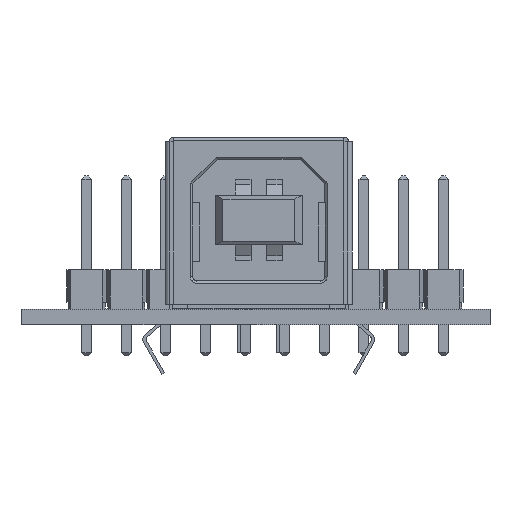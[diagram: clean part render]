
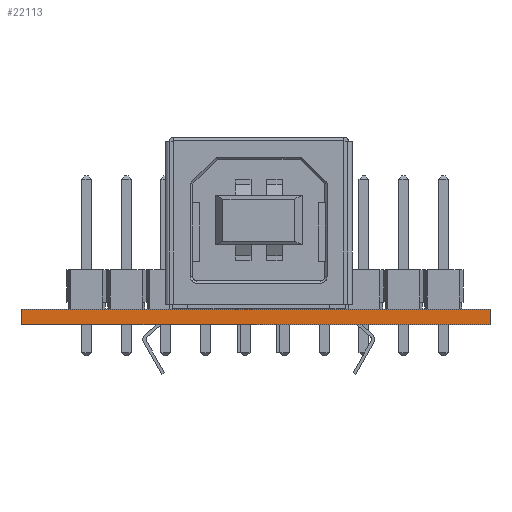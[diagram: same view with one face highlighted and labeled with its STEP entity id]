
A CAD part, front view. The second image highlights one B-rep face of the part: STEP entity #22113.
In plain terms, the highlighted planar face has unit normal (0, -1, 0).
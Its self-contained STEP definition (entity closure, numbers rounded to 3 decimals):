
#4085 = PLANE('',#4086);
#4086 = AXIS2_PLACEMENT_3D('',#4087,#4088,#4089);
#4087 = CARTESIAN_POINT('',(15.,34.25,0.));
#4088 = DIRECTION('',(0.,0.,-1.));
#4089 = DIRECTION('',(-1.,0.,0.));
#13384 = VERTEX_POINT('',#13385);
#13385 = CARTESIAN_POINT('',(15.,-34.25,0.));
#13399 = PLANE('',#13400);
#13400 = AXIS2_PLACEMENT_3D('',#13401,#13402,#13403);
#13401 = CARTESIAN_POINT('',(15.,-34.25,0.));
#13402 = DIRECTION('',(1.,0.,0.));
#13403 = DIRECTION('',(0.,1.,0.));
#13411 = EDGE_CURVE('',#13412,#13384,#13414,.T.);
#13412 = VERTEX_POINT('',#13413);
#13413 = CARTESIAN_POINT('',(-15.,-34.25,0.));
#13414 = SURFACE_CURVE('',#13415,(#13419,#13426),.PCURVE_S1.);
#13415 = LINE('',#13416,#13417);
#13416 = CARTESIAN_POINT('',(-15.,-34.25,0.));
#13417 = VECTOR('',#13418,1.);
#13418 = DIRECTION('',(1.,0.,0.));
#13419 = PCURVE('',#4085,#13420);
#13420 = DEFINITIONAL_REPRESENTATION('',(#13421),#13425);
#13421 = LINE('',#13422,#13423);
#13422 = CARTESIAN_POINT('',(30.,-68.5));
#13423 = VECTOR('',#13424,1.);
#13424 = DIRECTION('',(-1.,0.));
#13425 = ( GEOMETRIC_REPRESENTATION_CONTEXT(2) 
PARAMETRIC_REPRESENTATION_CONTEXT() REPRESENTATION_CONTEXT('2D SPACE',''
  ) );
#13426 = PCURVE('',#13427,#13432);
#13427 = PLANE('',#13428);
#13428 = AXIS2_PLACEMENT_3D('',#13429,#13430,#13431);
#13429 = CARTESIAN_POINT('',(-15.,-34.25,0.));
#13430 = DIRECTION('',(0.,-1.,0.));
#13431 = DIRECTION('',(1.,0.,0.));
#13432 = DEFINITIONAL_REPRESENTATION('',(#13433),#13437);
#13433 = LINE('',#13434,#13435);
#13434 = CARTESIAN_POINT('',(0.,0.));
#13435 = VECTOR('',#13436,1.);
#13436 = DIRECTION('',(1.,0.));
#13437 = ( GEOMETRIC_REPRESENTATION_CONTEXT(2) 
PARAMETRIC_REPRESENTATION_CONTEXT() REPRESENTATION_CONTEXT('2D SPACE',''
  ) );
#13453 = PLANE('',#13454);
#13454 = AXIS2_PLACEMENT_3D('',#13455,#13456,#13457);
#13455 = CARTESIAN_POINT('',(-15.,34.25,0.));
#13456 = DIRECTION('',(-1.,0.,0.));
#13457 = DIRECTION('',(0.,-1.,0.));
#21982 = PLANE('',#21983);
#21983 = AXIS2_PLACEMENT_3D('',#21984,#21985,#21986);
#21984 = CARTESIAN_POINT('',(15.,34.25,-1.));
#21985 = DIRECTION('',(0.,0.,-1.));
#21986 = DIRECTION('',(-1.,0.,0.));
#22019 = EDGE_CURVE('',#13384,#22020,#22022,.T.);
#22020 = VERTEX_POINT('',#22021);
#22021 = CARTESIAN_POINT('',(15.,-34.25,-1.));
#22022 = SURFACE_CURVE('',#22023,(#22027,#22034),.PCURVE_S1.);
#22023 = LINE('',#22024,#22025);
#22024 = CARTESIAN_POINT('',(15.,-34.25,0.));
#22025 = VECTOR('',#22026,1.);
#22026 = DIRECTION('',(0.,0.,-1.));
#22027 = PCURVE('',#13399,#22028);
#22028 = DEFINITIONAL_REPRESENTATION('',(#22029),#22033);
#22029 = LINE('',#22030,#22031);
#22030 = CARTESIAN_POINT('',(0.,0.));
#22031 = VECTOR('',#22032,1.);
#22032 = DIRECTION('',(0.,-1.));
#22033 = ( GEOMETRIC_REPRESENTATION_CONTEXT(2) 
PARAMETRIC_REPRESENTATION_CONTEXT() REPRESENTATION_CONTEXT('2D SPACE',''
  ) );
#22034 = PCURVE('',#13427,#22035);
#22035 = DEFINITIONAL_REPRESENTATION('',(#22036),#22040);
#22036 = LINE('',#22037,#22038);
#22037 = CARTESIAN_POINT('',(30.,0.));
#22038 = VECTOR('',#22039,1.);
#22039 = DIRECTION('',(0.,-1.));
#22040 = ( GEOMETRIC_REPRESENTATION_CONTEXT(2) 
PARAMETRIC_REPRESENTATION_CONTEXT() REPRESENTATION_CONTEXT('2D SPACE',''
  ) );
#22070 = VERTEX_POINT('',#22071);
#22071 = CARTESIAN_POINT('',(-15.,-34.25,-1.));
#22092 = EDGE_CURVE('',#13412,#22070,#22093,.T.);
#22093 = SURFACE_CURVE('',#22094,(#22098,#22105),.PCURVE_S1.);
#22094 = LINE('',#22095,#22096);
#22095 = CARTESIAN_POINT('',(-15.,-34.25,0.));
#22096 = VECTOR('',#22097,1.);
#22097 = DIRECTION('',(0.,0.,-1.));
#22098 = PCURVE('',#13453,#22099);
#22099 = DEFINITIONAL_REPRESENTATION('',(#22100),#22104);
#22100 = LINE('',#22101,#22102);
#22101 = CARTESIAN_POINT('',(68.5,0.));
#22102 = VECTOR('',#22103,1.);
#22103 = DIRECTION('',(0.,-1.));
#22104 = ( GEOMETRIC_REPRESENTATION_CONTEXT(2) 
PARAMETRIC_REPRESENTATION_CONTEXT() REPRESENTATION_CONTEXT('2D SPACE',''
  ) );
#22105 = PCURVE('',#13427,#22106);
#22106 = DEFINITIONAL_REPRESENTATION('',(#22107),#22111);
#22107 = LINE('',#22108,#22109);
#22108 = CARTESIAN_POINT('',(0.,0.));
#22109 = VECTOR('',#22110,1.);
#22110 = DIRECTION('',(0.,-1.));
#22111 = ( GEOMETRIC_REPRESENTATION_CONTEXT(2) 
PARAMETRIC_REPRESENTATION_CONTEXT() REPRESENTATION_CONTEXT('2D SPACE',''
  ) );
#22113 = ADVANCED_FACE('',(#22114),#13427,.T.);
#22114 = FACE_BOUND('',#22115,.T.);
#22115 = EDGE_LOOP('',(#22116,#22117,#22138,#22139));
#22116 = ORIENTED_EDGE('',*,*,#22092,.T.);
#22117 = ORIENTED_EDGE('',*,*,#22118,.T.);
#22118 = EDGE_CURVE('',#22070,#22020,#22119,.T.);
#22119 = SURFACE_CURVE('',#22120,(#22124,#22131),.PCURVE_S1.);
#22120 = LINE('',#22121,#22122);
#22121 = CARTESIAN_POINT('',(-15.,-34.25,-1.));
#22122 = VECTOR('',#22123,1.);
#22123 = DIRECTION('',(1.,0.,0.));
#22124 = PCURVE('',#13427,#22125);
#22125 = DEFINITIONAL_REPRESENTATION('',(#22126),#22130);
#22126 = LINE('',#22127,#22128);
#22127 = CARTESIAN_POINT('',(0.,-1.));
#22128 = VECTOR('',#22129,1.);
#22129 = DIRECTION('',(1.,0.));
#22130 = ( GEOMETRIC_REPRESENTATION_CONTEXT(2) 
PARAMETRIC_REPRESENTATION_CONTEXT() REPRESENTATION_CONTEXT('2D SPACE',''
  ) );
#22131 = PCURVE('',#21982,#22132);
#22132 = DEFINITIONAL_REPRESENTATION('',(#22133),#22137);
#22133 = LINE('',#22134,#22135);
#22134 = CARTESIAN_POINT('',(30.,-68.5));
#22135 = VECTOR('',#22136,1.);
#22136 = DIRECTION('',(-1.,0.));
#22137 = ( GEOMETRIC_REPRESENTATION_CONTEXT(2) 
PARAMETRIC_REPRESENTATION_CONTEXT() REPRESENTATION_CONTEXT('2D SPACE',''
  ) );
#22138 = ORIENTED_EDGE('',*,*,#22019,.F.);
#22139 = ORIENTED_EDGE('',*,*,#13411,.F.);
